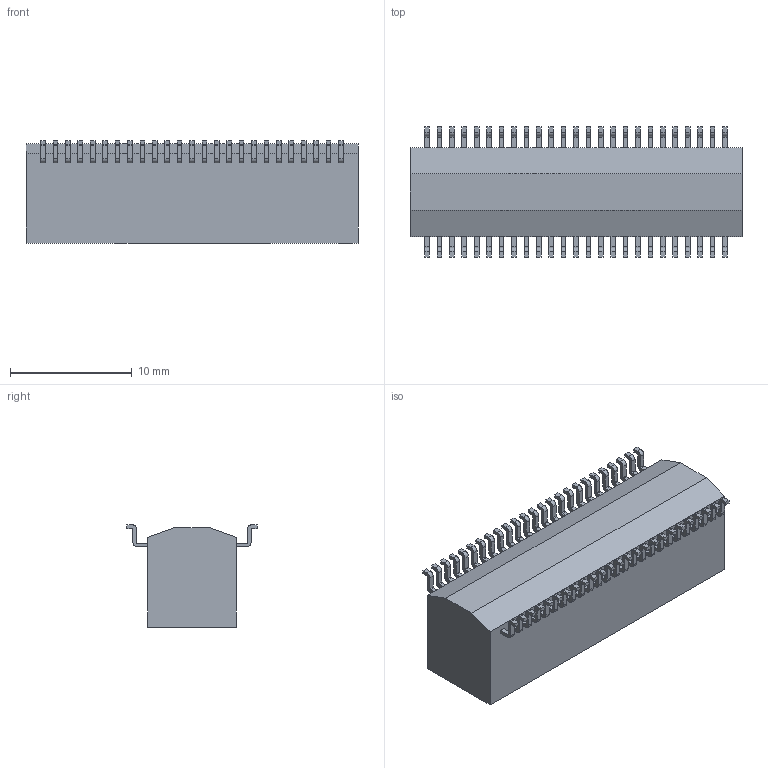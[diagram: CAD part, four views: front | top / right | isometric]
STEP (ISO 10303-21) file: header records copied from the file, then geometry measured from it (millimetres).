
FILE_DESCRIPTION (( 'STEP AP214' ), '1' );
FILE_NAME ('TM85002ANL.STEP', '2023-09-21T02:52:26', ( '' ), ( '' ), 'SwSTEP 2.0', 'SolidWorks 2022', '' );
FILE_SCHEMA (( 'AUTOMOTIVE_DESIGN' ));
Length unit declared in the file: millimetre
Products named in the file (1): TM85002ANL
Bounding box: 27.28 x 10.7 x 8.4 mm (x, y, z)
Volume: 1594 mm3; surface area: 1130.9 mm2
Topology: 1 solids, 1 shells, 698 faces, 2104 edges, 1496 vertices
Faces by surface type: plane 496, cylinder 202
Entity records: 24515 total; most frequent: CARTESIAN_POINT 5448, ORIENTED_EDGE 4208, DIRECTION 3626, EDGE_CURVE 2104, VERTEX_POINT 1496, VECTOR 1420, LINE 1420, AXIS2_PLACEMENT_3D 1103
